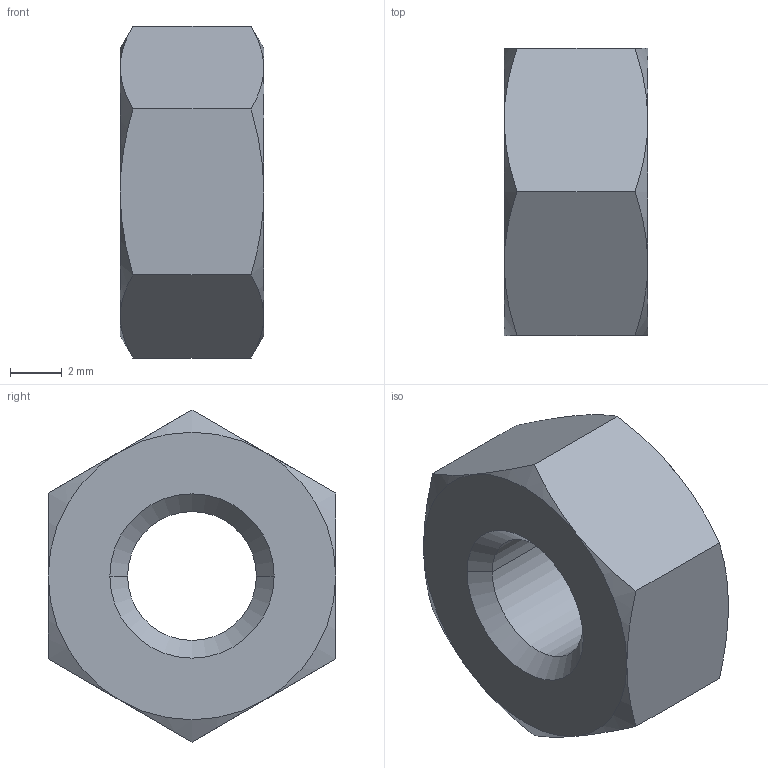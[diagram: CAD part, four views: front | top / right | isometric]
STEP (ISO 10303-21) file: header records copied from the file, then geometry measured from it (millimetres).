
FILE_DESCRIPTION(('starvars output'),'2;1');
FILE_NAME('cv20171105132948000027327.stp','13:29:48 2017/11/05',( 'Thomas Industrial Network Germany GmbH'),( 'Thomas Industrial Network Germany GmbH'),'unknown preprocess','ACIS' ,'unknown authorization');
FILE_SCHEMA(('AUTOMOTIVE_DESIGN_CC2 {UNKNOWN IMPLEMENTATION LEVEL}'));
Length unit declared in the file: millimetre
Products named in the file (1): PRODUCT_ID_1
Bounding box: 5.56 x 11.11 x 12.83 mm (x, y, z)
Volume: 475.1 mm3; surface area: 454.4 mm2
Topology: 1 solids, 1 shells, 26 faces, 56 edges, 32 vertices
Faces by surface type: cone 16, plane 8, cylinder 2
Entity records: 828 total; most frequent: CARTESIAN_POINT 135, ORIENTED_EDGE 112, EDGE_CURVE 56, DIRECTION 50, VERTEX_POINT 32, EDGE_LOOP 28, FACE_BOUND 28, STYLED_ITEM 27
